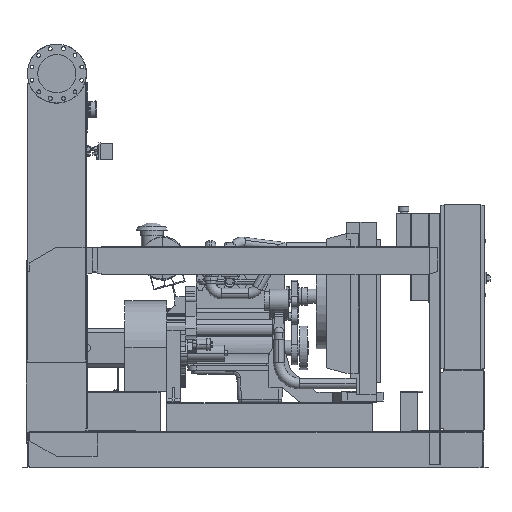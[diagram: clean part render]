
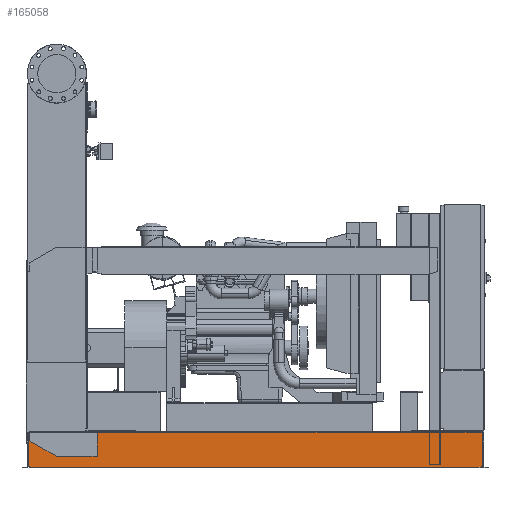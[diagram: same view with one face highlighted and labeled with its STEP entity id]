
A CAD part, front view. The second image highlights one B-rep face of the part: STEP entity #165058.
In plain terms, the highlighted free-form (B-spline) face has degree [1, 1] with [2, 2] control points.
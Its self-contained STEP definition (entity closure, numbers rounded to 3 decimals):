
#159999=CARTESIAN_POINT('',(-158.0,-738.5,202.));
#160000=VERTEX_POINT('',#159999);
#160007=CARTESIAN_POINT('',(-158.0,-738.5,208.));
#160008=VERTEX_POINT('',#160007);
#160009=CARTESIAN_POINT('',(-158.0,-738.5,202.));
#160010=DIRECTION('',(0.0,0.0,1.0));
#160011=VECTOR('',#160010,6.);
#160012=LINE('',#160009,#160011);
#160013=EDGE_CURVE('',#160000,#160008,#160012,.T.);
#163332=CARTESIAN_POINT('',(2436.0,-738.5,208.));
#163333=VERTEX_POINT('',#163332);
#163334=CARTESIAN_POINT('',(-158.0,-738.5,208.));
#163335=DIRECTION('',(1.0,0.0,0.0));
#163336=VECTOR('',#163335,2594.0);
#163337=LINE('',#163334,#163336);
#163338=EDGE_CURVE('',#160008,#163333,#163337,.T.);
#164635=CARTESIAN_POINT('',(2444.0,-738.5,202.));
#164636=VERTEX_POINT('',#164635);
#164643=CARTESIAN_POINT('',(2444.0,-738.5,112.689));
#164644=VERTEX_POINT('',#164643);
#164645=CARTESIAN_POINT('',(2444.0,-738.5,112.689));
#164646=DIRECTION('',(0.0,0.0,1.0));
#164647=VECTOR('',#164646,89.311);
#164648=LINE('',#164645,#164647);
#164649=EDGE_CURVE('',#164644,#164636,#164648,.T.);
#164972=CARTESIAN_POINT('',(-166.0,-738.5,3.));
#164973=CARTESIAN_POINT('',(-166.0,-738.5,208.));
#164974=CARTESIAN_POINT('',(2444.0,-738.5,3.));
#164975=CARTESIAN_POINT('',(2444.0,-738.5,208.));
#164976=B_SPLINE_SURFACE_WITH_KNOTS('',1,1,((#164972,#164974),(#164973,#164975)),.UNSPECIFIED.,.F.,.F.,.U.,(2,2),(2,2),(0.0,205.),(0.0,2610.0),.UNSPECIFIED.);
#164977=CARTESIAN_POINT('',(2444.0,-738.5,6.));
#164978=VERTEX_POINT('',#164977);
#164979=CARTESIAN_POINT('',(2444.0,-738.5,6.));
#164980=DIRECTION('',(0.0,0.0,1.0));
#164981=VECTOR('',#164980,106.689);
#164982=LINE('',#164979,#164981);
#164983=EDGE_CURVE('',#164978,#164644,#164982,.T.);
#164984=ORIENTED_EDGE('',*,*,#164983,.T.);
#164985=ORIENTED_EDGE('',*,*,#164649,.T.);
#164986=CARTESIAN_POINT('',(2436.0,-738.5,202.));
#164987=VERTEX_POINT('',#164986);
#164988=CARTESIAN_POINT('',(2444.0,-738.5,202.));
#164989=DIRECTION('',(-1.0,0.0,0.0));
#164990=VECTOR('',#164989,8.0);
#164991=LINE('',#164988,#164990);
#164992=EDGE_CURVE('',#164636,#164987,#164991,.T.);
#164993=ORIENTED_EDGE('',*,*,#164992,.T.);
#164994=CARTESIAN_POINT('',(2436.0,-738.5,208.));
#164995=DIRECTION('',(0.0,0.0,-1.0));
#164996=VECTOR('',#164995,6.);
#164997=LINE('',#164994,#164996);
#164998=EDGE_CURVE('',#163333,#164987,#164997,.T.);
#164999=ORIENTED_EDGE('',*,*,#164998,.F.);
#165000=ORIENTED_EDGE('',*,*,#163338,.F.);
#165001=ORIENTED_EDGE('',*,*,#160013,.F.);
#165002=CARTESIAN_POINT('',(-166.0,-738.5,202.));
#165003=VERTEX_POINT('',#165002);
#165004=CARTESIAN_POINT('',(-158.0,-738.5,202.));
#165005=DIRECTION('',(-1.0,0.0,0.0));
#165006=VECTOR('',#165005,8.0);
#165007=LINE('',#165004,#165006);
#165008=EDGE_CURVE('',#160000,#165003,#165007,.T.);
#165009=ORIENTED_EDGE('',*,*,#165008,.T.);
#165010=CARTESIAN_POINT('',(-166.0,-738.5,6.));
#165011=VERTEX_POINT('',#165010);
#165012=CARTESIAN_POINT('',(-166.0,-738.5,202.));
#165013=DIRECTION('',(0.0,0.0,-1.0));
#165014=VECTOR('',#165013,196.);
#165015=LINE('',#165012,#165014);
#165016=EDGE_CURVE('',#165003,#165011,#165015,.T.);
#165017=ORIENTED_EDGE('',*,*,#165016,.T.);
#165018=CARTESIAN_POINT('',(-158.0,-738.5,6.));
#165019=VERTEX_POINT('',#165018);
#165020=CARTESIAN_POINT('',(-166.0,-738.5,6.));
#165021=DIRECTION('',(1.0,0.0,0.0));
#165022=VECTOR('',#165021,8.0);
#165023=LINE('',#165020,#165022);
#165024=EDGE_CURVE('',#165011,#165019,#165023,.T.);
#165025=ORIENTED_EDGE('',*,*,#165024,.T.);
#165026=CARTESIAN_POINT('',(-158.0,-738.5,3.));
#165027=VERTEX_POINT('',#165026);
#165028=CARTESIAN_POINT('',(-158.0,-738.5,3.));
#165029=DIRECTION('',(0.0,0.0,1.0));
#165030=VECTOR('',#165029,3.);
#165031=LINE('',#165028,#165030);
#165032=EDGE_CURVE('',#165027,#165019,#165031,.T.);
#165033=ORIENTED_EDGE('',*,*,#165032,.F.);
#165034=CARTESIAN_POINT('',(2436.0,-738.5,3.));
#165035=VERTEX_POINT('',#165034);
#165036=CARTESIAN_POINT('',(2436.0,-738.5,3.));
#165037=DIRECTION('',(-1.0,0.0,0.0));
#165038=VECTOR('',#165037,2594.0);
#165039=LINE('',#165036,#165038);
#165040=EDGE_CURVE('',#165035,#165027,#165039,.T.);
#165041=ORIENTED_EDGE('',*,*,#165040,.F.);
#165042=CARTESIAN_POINT('',(2436.0,-738.5,6.));
#165043=VERTEX_POINT('',#165042);
#165044=CARTESIAN_POINT('',(2436.0,-738.5,6.));
#165045=DIRECTION('',(0.0,0.0,-1.0));
#165046=VECTOR('',#165045,3.);
#165047=LINE('',#165044,#165046);
#165048=EDGE_CURVE('',#165043,#165035,#165047,.T.);
#165049=ORIENTED_EDGE('',*,*,#165048,.F.);
#165050=CARTESIAN_POINT('',(2436.0,-738.5,6.));
#165051=DIRECTION('',(1.0,0.0,0.0));
#165052=VECTOR('',#165051,8.0);
#165053=LINE('',#165050,#165052);
#165054=EDGE_CURVE('',#165043,#164978,#165053,.T.);
#165055=ORIENTED_EDGE('',*,*,#165054,.T.);
#165056=EDGE_LOOP('',(#164984,#164985,#164993,#164999,#165000,#165001,#165009,#165017,#165025,#165033,#165041,#165049,#165055));
#165057=FACE_OUTER_BOUND('',#165056,.T.);
#165058=ADVANCED_FACE('',(#165057),#164976,.F.);
